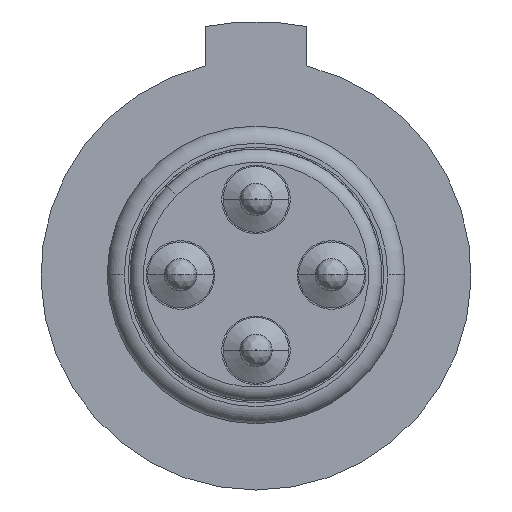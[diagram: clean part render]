
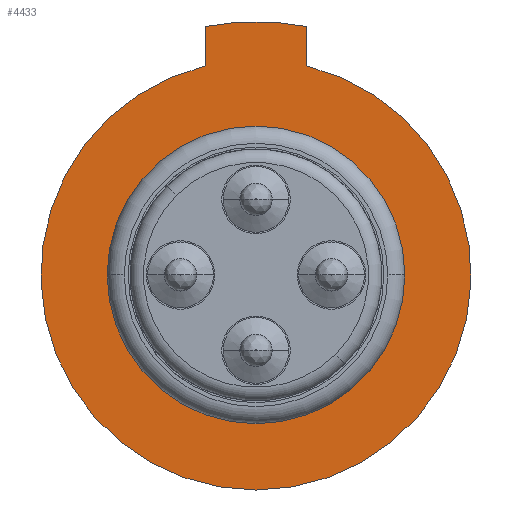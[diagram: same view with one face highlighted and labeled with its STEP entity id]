
A CAD part, front view. The second image highlights one B-rep face of the part: STEP entity #4433.
In plain terms, the highlighted planar face has unit normal (0, -1, 0).
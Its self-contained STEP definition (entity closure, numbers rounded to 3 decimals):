
#509=CARTESIAN_POINT('',(0.,-0.79,0.));
#510=DIRECTION('',(0.,1.,0.));
#511=DIRECTION('',(1.,0.,0.));
#512=AXIS2_PLACEMENT_3D('',#509,#510,#511);
#523=CARTESIAN_POINT('',(0.,-0.79,0.));
#524=DIRECTION('',(0.,-1.,0.));
#525=DIRECTION('',(1.,0.,0.));
#526=AXIS2_PLACEMENT_3D('',#523,#524,#525);
#528=DIRECTION('',(0.,0.,1.));
#529=VECTOR('',#528,0.729);
#530=CARTESIAN_POINT('',(-0.94,-0.79,3.876));
#531=LINE('',#530,#529);
#532=CARTESIAN_POINT('',(0.,-0.79,0.));
#533=DIRECTION('',(0.,-1.,0.));
#534=DIRECTION('',(0.2,0.,0.98));
#535=AXIS2_PLACEMENT_3D('',#532,#533,#534);
#537=DIRECTION('',(0.,0.,-1.));
#538=VECTOR('',#537,0.729);
#539=CARTESIAN_POINT('',(0.94,-0.79,4.605));
#540=LINE('',#539,#538);
#550=CARTESIAN_POINT('',(0.,-0.79,0.));
#551=DIRECTION('',(0.,-1.,0.));
#552=DIRECTION('',(-0.236,0.,0.972));
#553=AXIS2_PLACEMENT_3D('',#550,#551,#552);
#3087=CARTESIAN_POINT('',(2.76,-0.79,0.));
#3088=CARTESIAN_POINT('',(-2.76,-0.79,0.));
#3089=VERTEX_POINT('',#3087);
#3090=VERTEX_POINT('',#3088);
#3111=CARTESIAN_POINT('',(0.94,-0.79,4.605));
#3112=CARTESIAN_POINT('',(-0.94,-0.79,4.605));
#3113=VERTEX_POINT('',#3111);
#3114=VERTEX_POINT('',#3112);
#3119=CARTESIAN_POINT('',(-0.94,-0.79,3.876));
#3120=VERTEX_POINT('',#3119);
#3121=CARTESIAN_POINT('',(0.94,-0.79,3.876));
#3122=VERTEX_POINT('',#3121);
#4414=CARTESIAN_POINT('',(0.,-0.79,0.));
#4415=DIRECTION('',(0.,-1.,0.));
#4416=DIRECTION('',(1.,0.,0.));
#4417=AXIS2_PLACEMENT_3D('',#4414,#4415,#4416);
#4418=PLANE('',#4417);
#4420=ORIENTED_EDGE('',*,*,#4419,.F.);
#4422=ORIENTED_EDGE('',*,*,#4421,.T.);
#4424=ORIENTED_EDGE('',*,*,#4423,.F.);
#4426=ORIENTED_EDGE('',*,*,#4425,.T.);
#4427=EDGE_LOOP('',(#4420,#4422,#4424,#4426));
#4428=FACE_OUTER_BOUND('',#4427,.F.);
#4429=ORIENTED_EDGE('',*,*,#4408,.T.);
#4430=ORIENTED_EDGE('',*,*,#4394,.F.);
#4431=EDGE_LOOP('',(#4429,#4430));
#4432=FACE_BOUND('',#4431,.F.);
#4433=ADVANCED_FACE('',(#4428,#4432),#4418,.T.);
#513=CIRCLE('',#512,2.76);
#527=CIRCLE('',#526,2.76);
#536=CIRCLE('',#535,4.7);
#554=CIRCLE('',#553,3.988);
#4394=EDGE_CURVE('',#3089,#3090,#513,.T.);
#4408=EDGE_CURVE('',#3089,#3090,#527,.T.);
#4419=EDGE_CURVE('',#3120,#3122,#554,.T.);
#4421=EDGE_CURVE('',#3120,#3114,#531,.T.);
#4423=EDGE_CURVE('',#3113,#3114,#536,.T.);
#4425=EDGE_CURVE('',#3113,#3122,#540,.T.);
